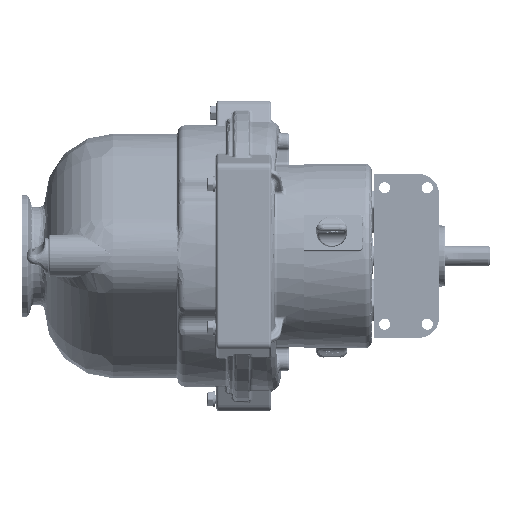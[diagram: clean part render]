
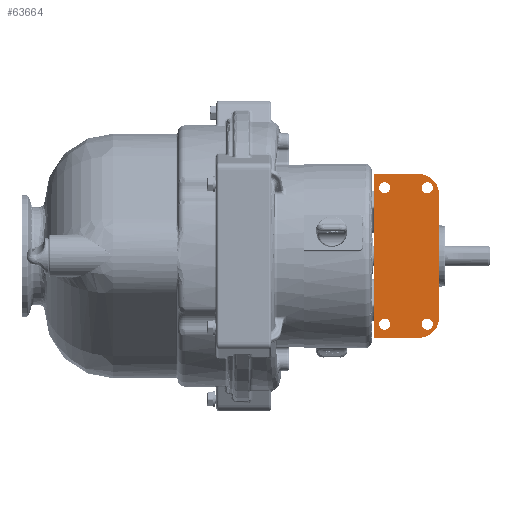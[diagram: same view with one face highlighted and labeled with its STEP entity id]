
A CAD part, front view. The second image highlights one B-rep face of the part: STEP entity #63664.
In plain terms, the highlighted planar face has unit normal (0, -1, 0).
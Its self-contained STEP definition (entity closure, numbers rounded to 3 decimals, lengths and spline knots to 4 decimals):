
#1749=PLANE('',#70049);
#3205=FACE_BOUND('',#20290,.T.);
#3206=FACE_BOUND('',#20291,.T.);
#3207=FACE_BOUND('',#20292,.T.);
#3208=FACE_BOUND('',#20293,.T.);
#4995=LINE('',#122838,#8372);
#5164=LINE('',#127087,#8541);
#5174=LINE('',#127171,#8551);
#5176=LINE('',#127177,#8553);
#8372=VECTOR('',#81619,0.3937);
#8541=VECTOR('',#82750,0.3937);
#8551=VECTOR('',#82784,0.3937);
#8553=VECTOR('',#82792,0.3937);
#15928=FACE_OUTER_BOUND('',#20289,.T.);
#20289=EDGE_LOOP('',(#52305,#52306,#52307,#52308,#52309,#52310));
#20290=EDGE_LOOP('',(#52311));
#20291=EDGE_LOOP('',(#52312));
#20292=EDGE_LOOP('',(#52313));
#20293=EDGE_LOOP('',(#52314));
#25137=CIRCLE('',#70033,0.75);
#25144=CIRCLE('',#70048,0.75);
#25145=CIRCLE('',#70050,0.2031);
#25146=CIRCLE('',#70051,0.2031);
#25147=CIRCLE('',#70052,0.2031);
#25148=CIRCLE('',#70053,0.2031);
#29183=VERTEX_POINT('',#122835);
#29184=VERTEX_POINT('',#122837);
#29542=VERTEX_POINT('',#127081);
#29543=VERTEX_POINT('',#127083);
#29551=VERTEX_POINT('',#127169);
#29552=VERTEX_POINT('',#127173);
#29553=VERTEX_POINT('',#127178);
#29554=VERTEX_POINT('',#127180);
#29555=VERTEX_POINT('',#127182);
#29556=VERTEX_POINT('',#127184);
#36991=EDGE_CURVE('',#29183,#29184,#4995,.T.);
#37576=EDGE_CURVE('',#29542,#29543,#25137,.T.);
#37578=EDGE_CURVE('',#29184,#29542,#5164,.T.);
#37596=EDGE_CURVE('',#29183,#29551,#5174,.T.);
#37598=EDGE_CURVE('',#29552,#29551,#25144,.T.);
#37599=EDGE_CURVE('',#29552,#29543,#5176,.T.);
#37600=EDGE_CURVE('',#29553,#29553,#25145,.T.);
#37601=EDGE_CURVE('',#29554,#29554,#25146,.T.);
#37602=EDGE_CURVE('',#29555,#29555,#25147,.T.);
#37603=EDGE_CURVE('',#29556,#29556,#25148,.T.);
#52305=ORIENTED_EDGE('',*,*,#37598,.F.);
#52306=ORIENTED_EDGE('',*,*,#37599,.T.);
#52307=ORIENTED_EDGE('',*,*,#37576,.F.);
#52308=ORIENTED_EDGE('',*,*,#37578,.F.);
#52309=ORIENTED_EDGE('',*,*,#36991,.F.);
#52310=ORIENTED_EDGE('',*,*,#37596,.T.);
#52311=ORIENTED_EDGE('',*,*,#37600,.T.);
#52312=ORIENTED_EDGE('',*,*,#37601,.T.);
#52313=ORIENTED_EDGE('',*,*,#37602,.T.);
#52314=ORIENTED_EDGE('',*,*,#37603,.T.);
#63664=ADVANCED_FACE('',(#15928,#3205,#3206,#3207,#3208),#1749,.T.);
#70033=AXIS2_PLACEMENT_3D('',#127084,#82745,#82746);
#70048=AXIS2_PLACEMENT_3D('',#127175,#82788,#82789);
#70049=AXIS2_PLACEMENT_3D('',#127176,#82790,#82791);
#70050=AXIS2_PLACEMENT_3D('',#127179,#82793,#82794);
#70051=AXIS2_PLACEMENT_3D('',#127181,#82795,#82796);
#70052=AXIS2_PLACEMENT_3D('',#127183,#82797,#82798);
#70053=AXIS2_PLACEMENT_3D('',#127185,#82799,#82800);
#81619=DIRECTION('',(1.,0.,0.));
#82745=DIRECTION('center_axis',(0.,1.,0.));
#82746=DIRECTION('ref_axis',(0.707,0.,-0.707));
#82750=DIRECTION('',(0.,0.,-1.));
#82784=DIRECTION('',(0.,0.,-1.));
#82788=DIRECTION('center_axis',(0.,1.,0.));
#82789=DIRECTION('ref_axis',(-0.707,0.,-0.707));
#82790=DIRECTION('center_axis',(0.,-1.,0.));
#82791=DIRECTION('ref_axis',(0.,0.,-1.));
#82792=DIRECTION('',(1.,0.,0.));
#82793=DIRECTION('center_axis',(0.,1.,0.));
#82794=DIRECTION('ref_axis',(1.,0.,0.));
#82795=DIRECTION('center_axis',(0.,1.,0.));
#82796=DIRECTION('ref_axis',(1.,0.,0.));
#82797=DIRECTION('center_axis',(0.,1.,0.));
#82798=DIRECTION('ref_axis',(1.,0.,0.));
#82799=DIRECTION('center_axis',(0.,1.,0.));
#82800=DIRECTION('ref_axis',(1.,0.,0.));
#122835=CARTESIAN_POINT('',(-3.,-4.171,0.));
#122837=CARTESIAN_POINT('',(3.,-4.171,0.));
#122838=CARTESIAN_POINT('',(-1.923,-4.171,0.));
#127081=CARTESIAN_POINT('',(3.,-4.171,-1.625));
#127083=CARTESIAN_POINT('',(2.25,-4.171,-2.375));
#127084=CARTESIAN_POINT('Origin',(2.25,-4.171,-1.625));
#127087=CARTESIAN_POINT('',(3.,-4.171,0.));
#127169=CARTESIAN_POINT('',(-3.,-4.171,-1.625));
#127171=CARTESIAN_POINT('',(-3.,-4.171,0.));
#127173=CARTESIAN_POINT('',(-2.25,-4.171,-2.375));
#127175=CARTESIAN_POINT('Origin',(-2.25,-4.171,-1.625));
#127176=CARTESIAN_POINT('Origin',(-1.923,-4.171,0.));
#127177=CARTESIAN_POINT('',(-3.,-4.171,-2.375));
#127178=CARTESIAN_POINT('',(-2.7031,-4.171,-0.375));
#127179=CARTESIAN_POINT('Origin',(-2.5,-4.171,-0.375));
#127180=CARTESIAN_POINT('',(2.2969,-4.171,-0.375));
#127181=CARTESIAN_POINT('Origin',(2.5,-4.171,-0.375));
#127182=CARTESIAN_POINT('',(2.2969,-4.171,-1.9375));
#127183=CARTESIAN_POINT('Origin',(2.5,-4.171,-1.9375));
#127184=CARTESIAN_POINT('',(-2.7031,-4.171,-1.9375));
#127185=CARTESIAN_POINT('Origin',(-2.5,-4.171,-1.9375));
